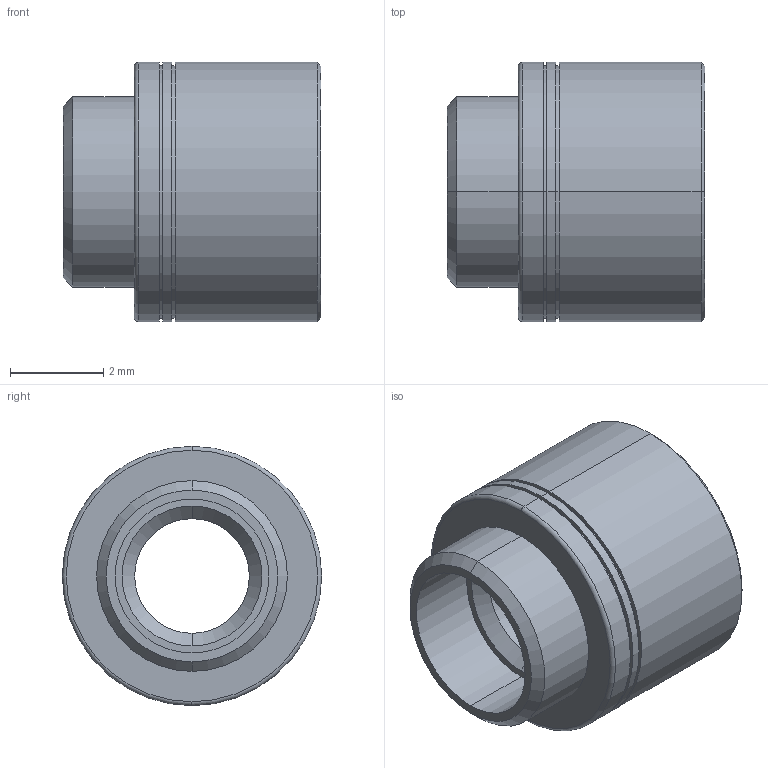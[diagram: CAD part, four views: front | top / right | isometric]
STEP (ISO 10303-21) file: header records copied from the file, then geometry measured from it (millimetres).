
FILE_DESCRIPTION(('starvars output'),'1');
FILE_NAME('cv20250320154802000026021.stp','15:48:02 2025/03/20',('Thomas Industrial Network Germany GmbH'),(' '),'Spatial InterOp 3D',' ',' ');
FILE_SCHEMA(('AP242_MANAGED_MODEL_BASED_3D_ENGINEERING_MIM_LF {1 0 10303 442 2 1 4}'));
Length unit declared in the file: millimetre
Products named in the file (1): 1
Bounding box: 5.53 x 5.56 x 5.56 mm (x, y, z)
Volume: 84 mm3; surface area: 176.2 mm2
Topology: 1 solids, 7 shells, 157 faces, 393 edges, 256 vertices
Faces by surface type: plane 127, cylinder 20, cone 8, torus 2
Entity records: 5903 total; most frequent: CARTESIAN_POINT 807, ORIENTED_EDGE 786, DIRECTION 761, EDGE_CURVE 393, LINE 341, VECTOR 341, VERTEX_POINT 256, AXIS2_PLACEMENT_3D 210
